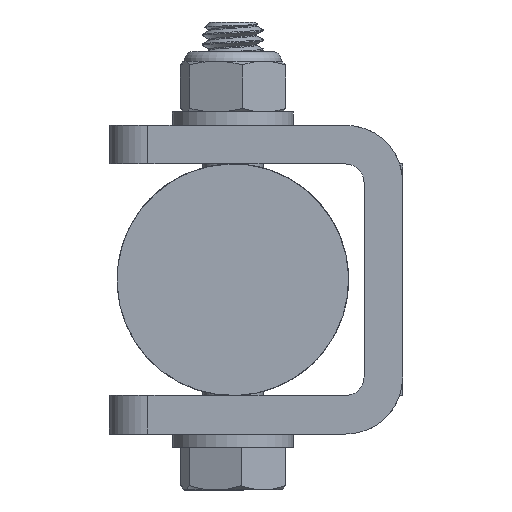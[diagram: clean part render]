
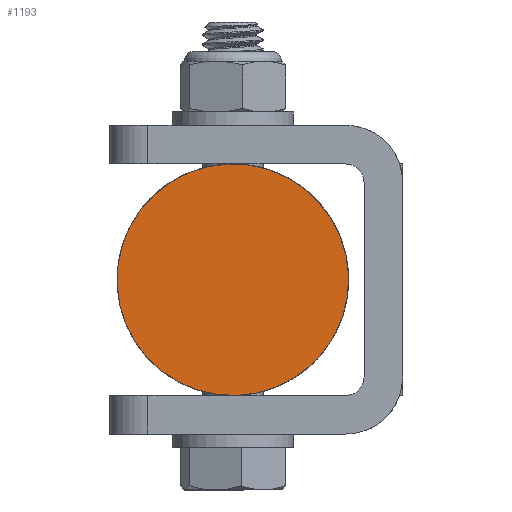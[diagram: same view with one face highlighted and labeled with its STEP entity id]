
A CAD part, left-side view. The second image highlights one B-rep face of the part: STEP entity #1193.
In plain terms, the highlighted planar face has unit normal (-1, 0, 0).
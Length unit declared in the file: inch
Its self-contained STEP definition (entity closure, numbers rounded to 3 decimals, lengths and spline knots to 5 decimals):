
#136=FACE_OUTER_BOUND('',#219,.T.);
#219=EDGE_LOOP('',(#847));
#451=CIRCLE('',#1292,0.375);
#527=VERTEX_POINT('',#5089);
#649=EDGE_CURVE('',#527,#527,#451,.T.);
#847=ORIENTED_EDGE('',*,*,#649,.T.);
#1149=PLANE('',#1291);
#1193=ADVANCED_FACE('',(#136),#1149,.T.);
#1291=AXIS2_PLACEMENT_3D('',#5088,#1468,#1469);
#1292=AXIS2_PLACEMENT_3D('',#5090,#1470,#1471);
#1468=DIRECTION('center_axis',(-1.,0.,0.));
#1469=DIRECTION('ref_axis',(0.,-0.952,-0.307));
#1470=DIRECTION('center_axis',(-1.,0.,0.));
#1471=DIRECTION('ref_axis',(0.,-0.307,0.952));
#5088=CARTESIAN_POINT('Origin',(-9.87231,0.,
0.));
#5089=CARTESIAN_POINT('',(-9.87231,-0.35692,-0.11503));
#5090=CARTESIAN_POINT('Origin',(-9.87231,0.,
0.));
